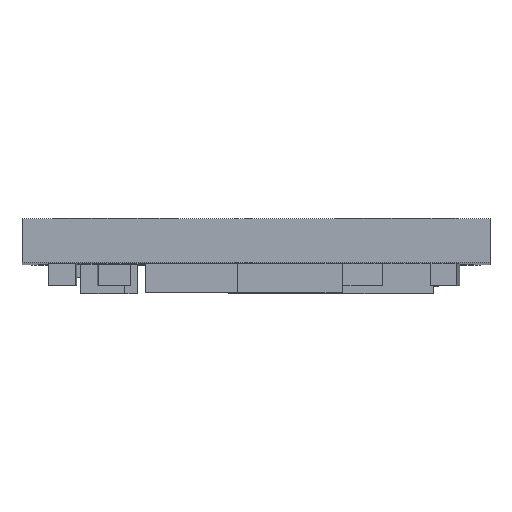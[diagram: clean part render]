
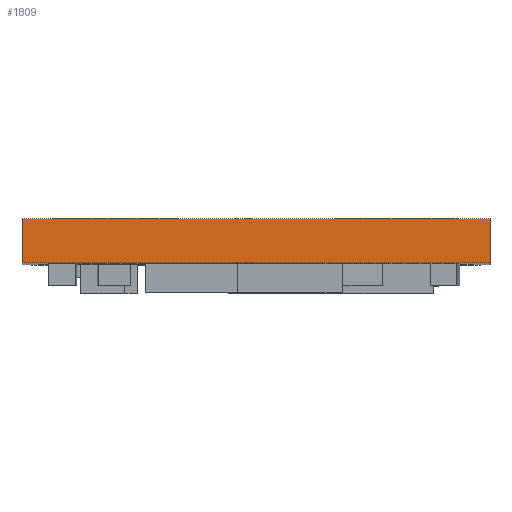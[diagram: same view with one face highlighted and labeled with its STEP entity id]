
A CAD part, top view. The second image highlights one B-rep face of the part: STEP entity #1809.
In plain terms, the highlighted planar face has unit normal (0, 0, 1).
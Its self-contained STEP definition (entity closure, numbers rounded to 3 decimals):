
#103 = CARTESIAN_POINT ( 'NONE',  ( 0., 1.2, 0. ) ) ;
#947 = VERTEX_POINT ( 'NONE', #4389 ) ;
#1165 = VERTEX_POINT ( 'NONE', #5193 ) ;
#1263 = CARTESIAN_POINT ( 'NONE',  ( 12.7, 1.2, 0. ) ) ;
#1751 = ORIENTED_EDGE ( 'NONE', *, *, #5902, .F. ) ;
#1809 = ADVANCED_FACE ( 'NONE', ( #7127 ), #8172, .F. ) ;
#1883 = CARTESIAN_POINT ( 'NONE',  ( 0., 1.2, 0. ) ) ;
#1946 = EDGE_CURVE ( 'NONE', #4587, #1165, #2849, .T. ) ;
#2173 = DIRECTION ( 'NONE',  ( 0., -1., 0. ) ) ;
#2377 = AXIS2_PLACEMENT_3D ( 'NONE', #1883, #6968, #3165 ) ;
#2551 = ORIENTED_EDGE ( 'NONE', *, *, #2761, .T. ) ;
#2554 = CARTESIAN_POINT ( 'NONE',  ( 0., 0., 0. ) ) ;
#2666 = DIRECTION ( 'NONE',  ( 1., 0., 0. ) ) ;
#2761 = EDGE_CURVE ( 'NONE', #7589, #4587, #5897, .T. ) ;
#2849 = LINE ( 'NONE', #7727, #6030 ) ;
#2995 = DIRECTION ( 'NONE',  ( 1., 0., 0. ) ) ;
#3165 = DIRECTION ( 'NONE',  ( -1., 0., 0. ) ) ;
#3628 = EDGE_CURVE ( 'NONE', #7589, #947, #3652, .T. ) ;
#3652 = LINE ( 'NONE', #6186, #6845 ) ;
#4260 = ORIENTED_EDGE ( 'NONE', *, *, #1946, .T. ) ;
#4389 = CARTESIAN_POINT ( 'NONE',  ( 12.7, 1.2, 0. ) ) ;
#4587 = VERTEX_POINT ( 'NONE', #2554 ) ;
#4756 = VECTOR ( 'NONE', #7630, 1000. ) ;
#5193 = CARTESIAN_POINT ( 'NONE',  ( 12.7, 0., 0. ) ) ;
#5229 = EDGE_LOOP ( 'NONE', ( #4260, #1751, #7063, #2551 ) ) ;
#5897 = LINE ( 'NONE', #6636, #7381 ) ;
#5902 = EDGE_CURVE ( 'NONE', #947, #1165, #6441, .T. ) ;
#6030 = VECTOR ( 'NONE', #2666, 1000. ) ;
#6186 = CARTESIAN_POINT ( 'NONE',  ( 0., 1.2, 0. ) ) ;
#6441 = LINE ( 'NONE', #1263, #4756 ) ;
#6636 = CARTESIAN_POINT ( 'NONE',  ( 0., 1.2, 0. ) ) ;
#6845 = VECTOR ( 'NONE', #2995, 1000. ) ;
#6968 = DIRECTION ( 'NONE',  ( 0., 0., -1. ) ) ;
#7063 = ORIENTED_EDGE ( 'NONE', *, *, #3628, .F. ) ;
#7127 = FACE_OUTER_BOUND ( 'NONE', #5229, .T. ) ;
#7381 = VECTOR ( 'NONE', #2173, 1000. ) ;
#7589 = VERTEX_POINT ( 'NONE', #103 ) ;
#7630 = DIRECTION ( 'NONE',  ( 0., -1., 0. ) ) ;
#7727 = CARTESIAN_POINT ( 'NONE',  ( 0., 0., 0. ) ) ;
#8172 = PLANE ( 'NONE',  #2377 ) ;
